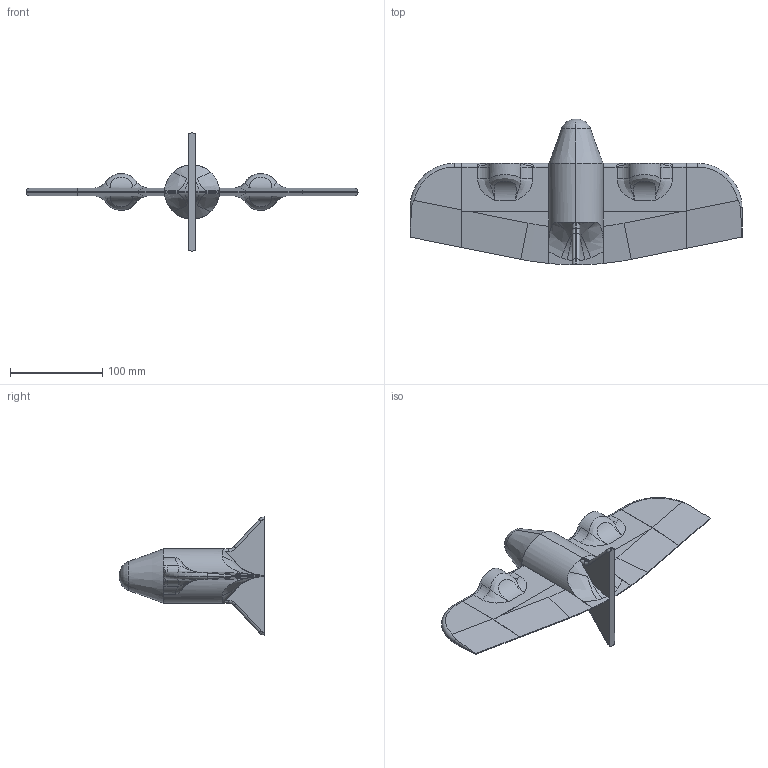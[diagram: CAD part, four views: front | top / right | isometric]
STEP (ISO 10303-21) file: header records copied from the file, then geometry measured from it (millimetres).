
FILE_DESCRIPTION (( 'STEP AP214' ), '1' );
FILE_NAME ('tailsitter v6.STEP', '2024-08-16T15:56:51', ( '' ), ( '' ), 'SwSTEP 2.0', 'SolidWorks 2024', '' );
FILE_SCHEMA (( 'AUTOMOTIVE_DESIGN' ));
Length unit declared in the file: millimetre
Products named in the file (1): tailsitter v6
Bounding box: 360 x 157.94 x 128 mm (x, y, z)
Volume: 532388.9 mm3; surface area: 100891.6 mm2
Topology: 7 solids, 7 shells, 198 faces, 489 edges, 289 vertices
Faces by surface type: bspline 60, cylinder 59, plane 56, cone 13, torus 10
Entity records: 10907 total; most frequent: CARTESIAN_POINT 6804, ORIENTED_EDGE 946, DIRECTION 682, EDGE_CURVE 473, VERTEX_POINT 289, AXIS2_PLACEMENT_3D 258, FACE_OUTER_BOUND 198, ADVANCED_FACE 198
